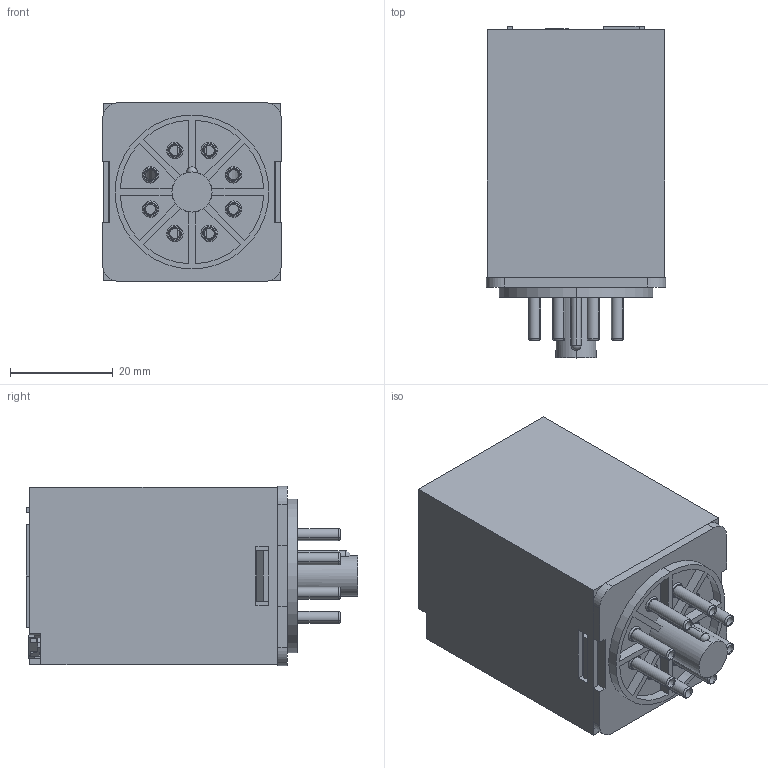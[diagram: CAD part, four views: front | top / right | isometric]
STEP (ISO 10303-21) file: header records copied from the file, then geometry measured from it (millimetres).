
FILE_DESCRIPTION (( 'STEP AP203' ), '1' );
FILE_NAME ('MK蚾饜极.STEP', '2023-10-17T06:58:35', ( 'User' ), ( 'china' ), 'SwSTEP 2.0', 'SolidWorks 2017', '' );
FILE_SCHEMA (( 'CONFIG_CONTROL_DESIGN' ));
Length unit declared in the file: millimetre
Products named in the file (22): 雄萸; 噙銅え; MK蚾饜极; 噙萸; 濎沺; 线圈套; 沺郋; 腑殤; 雄輸; 线圈架新; 硌尨諶; LED; 雄銅え; 錨璃2; 玴沺; 脣芛釱2P; 唅聾; 橈埽菜え; 脣渀; 伎遠萇郯; 穩隊; 價釱
Assembly tree (43 placements, depth 2):
  MK蚾饜极
    脣芛釱2P
    脣渀  x8
    價釱
    噙銅え  x6
    濎沺
    沺郋
    线圈架新
    雄輸
    雄銅え  x3
    玴沺
    橈埽菜え
    穩隊  x2
    雄萸  x3
    噙萸  x6
    线圈套
    腑殤
    LED
    錨璃2
    唅聾
    伎遠萇郯
    硌尨諶
Bounding box: 35 x 64.7 x 35 mm (x, y, z)
Volume: 24904 mm3; surface area: 39359.2 mm2
Topology: 43 solids, 43 shells, 1232 faces, 3226 edges, 2107 vertices
Faces by surface type: plane 792, cylinder 315, torus 70, cone 30, sphere 21, bspline 4
Entity records: 33014 total; most frequent: CARTESIAN_POINT 5497, ORIENTED_EDGE 5124, DIRECTION 5102, EDGE_CURVE 2562, VECTOR 1964, LINE 1964, VERTEX_POINT 1682, AXIS2_PLACEMENT_3D 1569
